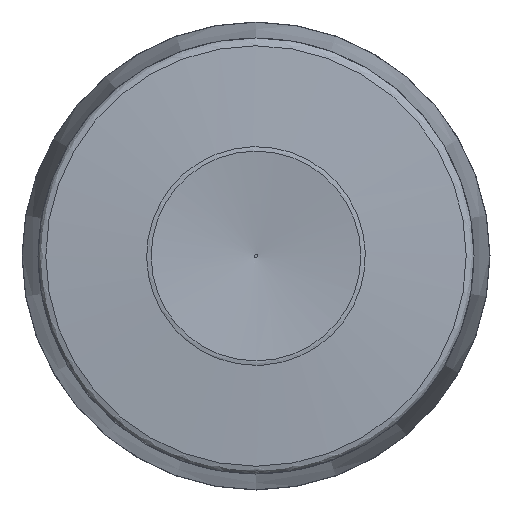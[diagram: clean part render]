
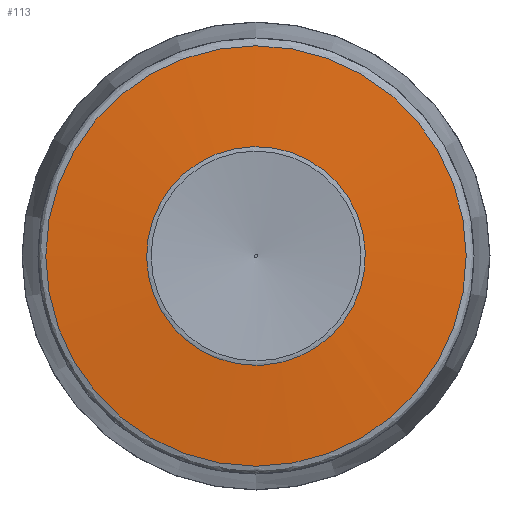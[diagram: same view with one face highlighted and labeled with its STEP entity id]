
A CAD part, left-side view. The second image highlights one B-rep face of the part: STEP entity #113.
In plain terms, the highlighted face is a revolution surface.
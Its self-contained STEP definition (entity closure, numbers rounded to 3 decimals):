
#25=LINE('',#625,#29);
#29=VECTOR('',#527,9.538);
#34=SURFACE_OF_REVOLUTION('',#25,#41);
#41=AXIS1_PLACEMENT('',#626,#528);
#113=ADVANCED_FACE('',(#168,#169),#34,.F.);
#168=FACE_BOUND('',#224,.T.);
#169=FACE_BOUND('',#225,.T.);
#224=EDGE_LOOP('',(#280));
#225=EDGE_LOOP('',(#281));
#280=ORIENTED_EDGE('',*,*,#342,.F.);
#281=ORIENTED_EDGE('',*,*,#340,.T.);
#312=VERTEX_POINT('',#610);
#314=VERTEX_POINT('',#624);
#340=EDGE_CURVE('',#312,#312,#368,.T.);
#342=EDGE_CURVE('',#314,#314,#370,.T.);
#368=CIRCLE('',#420,10.282);
#370=CIRCLE('',#422,19.762);
#420=AXIS2_PLACEMENT_3D('',#609,#518,#519);
#422=AXIS2_PLACEMENT_3D('',#623,#525,#526);
#518=DIRECTION('',(1.,0.,0.));
#519=DIRECTION('',(0.,0.,-1.));
#525=DIRECTION('',(1.,0.,0.));
#526=DIRECTION('',(0.,0.,-1.));
#527=DIRECTION('',(-0.07,0.992,-0.104));
#528=DIRECTION('',(1.,0.,0.));
#609=CARTESIAN_POINT('',(0.078,0.,0.));
#610=CARTESIAN_POINT('',(0.078,0.,-10.282));
#623=CARTESIAN_POINT('',(0.743,0.,0.));
#624=CARTESIAN_POINT('',(0.743,0.,-19.762));
#625=CARTESIAN_POINT('',(0.743,-19.489,3.273));
#626=CARTESIAN_POINT('',(10.,0.,0.));
